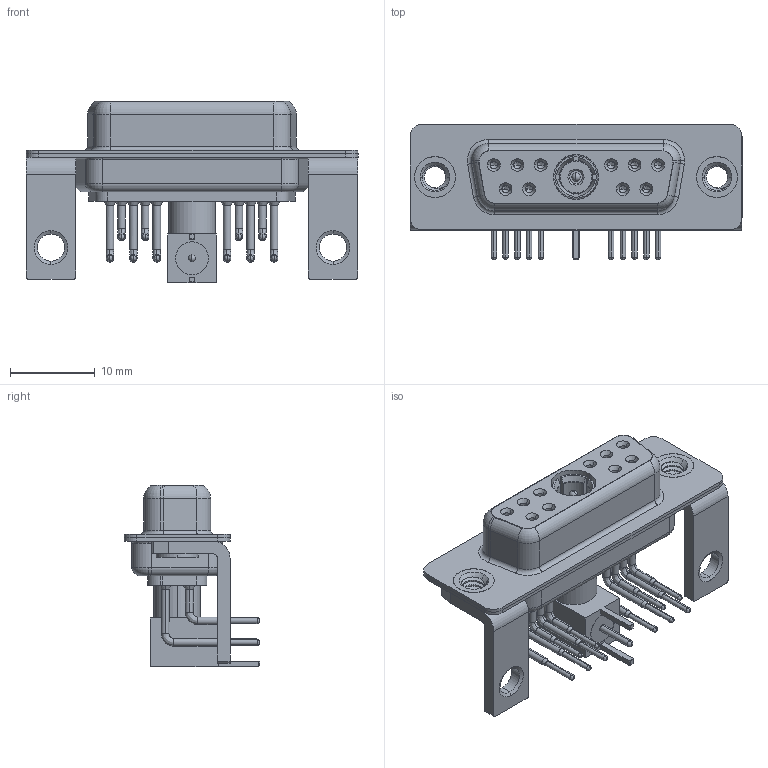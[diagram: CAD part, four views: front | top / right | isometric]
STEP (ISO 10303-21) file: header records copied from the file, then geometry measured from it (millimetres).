
FILE_DESCRIPTION (( 'STEP AP203' ), '1' );
FILE_NAME ('630-11W1240-7NC.STEP', '2022-05-31T10:08:36', ( '' ), ( '' ), 'SwSTEP 2.0', 'SolidWorks 2020', '' );
FILE_SCHEMA (( 'CONFIG_CONTROL_DESIGN' ));
Length unit declared in the file: millimetre
Products named in the file (15): Co-Ax Plug Assy_RA; 630Combo Housing_11W1; 630Combo Stabilizer Bracket; Insulator Pin_Straight PC Tail; 630Combo Contact Row 2; 630Combo Contact Row 1; 630Combo Shell Rear_15 Contacts; 630Combo Threaded Rivet_B; RA Back Shell; 630Combo Shell Front_15 Contacts; 630-11W1240-7NC; Co-Ax Plug_RA PC Tail; Insulator RA Pin; Locking Collar; Pin_RA
Assembly tree (24 placements, depth 3):
  630-11W1240-7NC
    630Combo Housing_11W1
    630Combo Shell Front_15 Contacts
    630Combo Shell Rear_15 Contacts
    630Combo Threaded Rivet_B  x2
    630Combo Stabilizer Bracket  x2
    Co-Ax Plug Assy_RA
      Co-Ax Plug_RA PC Tail
      Insulator Pin_Straight PC Tail
      Pin_RA
      Locking Collar
      RA Back Shell
      Insulator RA Pin
    630Combo Contact Row 1  x6
    630Combo Contact Row 2  x4
Bounding box: 39.2 x 16 x 21.41 mm (x, y, z)
Volume: 3073.7 mm3; surface area: 7481.5 mm2
Topology: 23 solids, 23 shells, 1015 faces, 2536 edges, 1594 vertices
Faces by surface type: cylinder 450, plane 304, cone 147, torus 63, bspline 47, sphere 4
Entity records: 22489 total; most frequent: CARTESIAN_POINT 5182, DIRECTION 3503, ORIENTED_EDGE 3058, EDGE_CURVE 1529, AXIS2_PLACEMENT_3D 1426, VERTEX_POINT 971, CIRCLE 767, EDGE_LOOP 750
